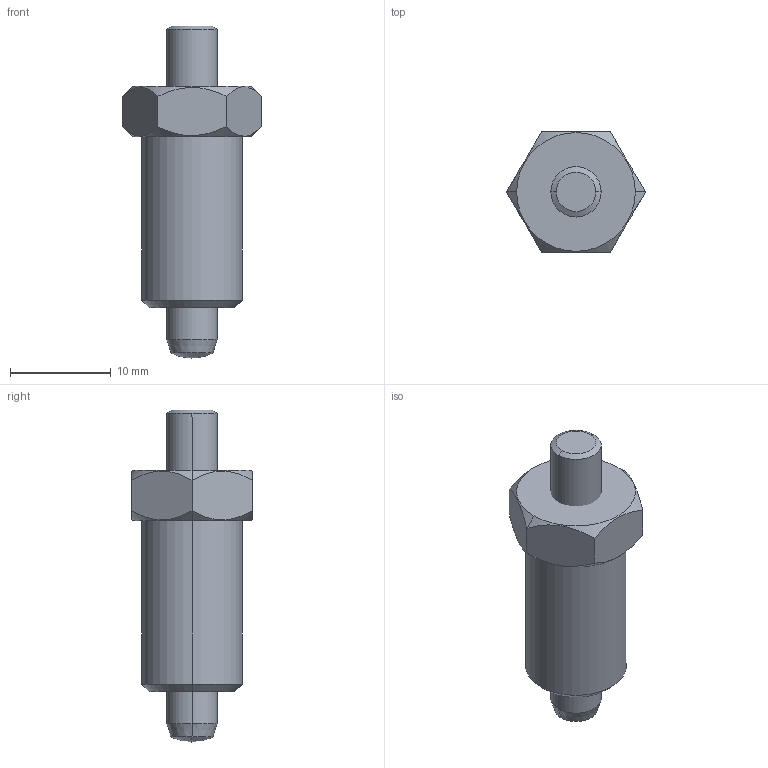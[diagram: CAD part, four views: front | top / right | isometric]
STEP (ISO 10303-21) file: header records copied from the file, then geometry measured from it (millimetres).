
FILE_DESCRIPTION(('STEP AP214'),'1');
FILE_NAME(' ',' ',('TraceParts'),('TraceParts S.A.'),'XStep 1.0',' ',' ');
FILE_SCHEMA(('automotive_design'));
Length unit declared in the file: millimetre
Products named in the file (2): 1; 2
Bounding box: 13.8 x 12 x 33 mm (x, y, z)
Volume: 2473.3 mm3; surface area: 1573.7 mm2
Topology: 2 solids, 2 shells, 29 faces, 60 edges, 35 vertices
Faces by surface type: plane 11, cone 10, cylinder 6, sphere 2
Entity records: 1480 total; most frequent: CARTESIAN_POINT 148, DIRECTION 132, STYLED_ITEM 124, PRESENTATION_STYLE_ASSIGNMENT 124, COLOUR_RGB 124, ORIENTED_EDGE 116, EDGE_CURVE 58, CURVE_STYLE 58
